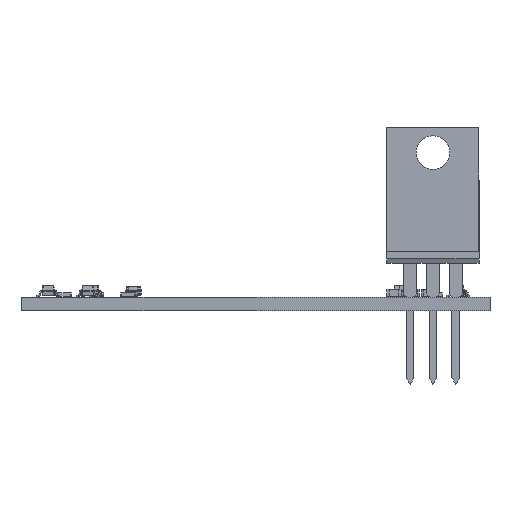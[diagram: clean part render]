
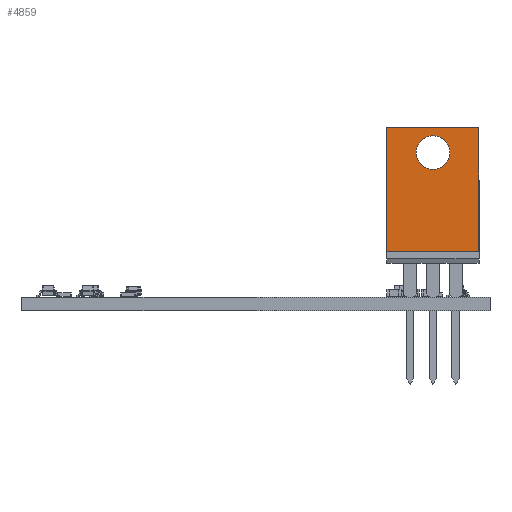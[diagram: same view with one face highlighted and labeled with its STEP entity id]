
A CAD part, front view. The second image highlights one B-rep face of the part: STEP entity #4859.
In plain terms, the highlighted face is planar.
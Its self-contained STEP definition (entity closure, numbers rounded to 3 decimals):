
#4304 = VERTEX_POINT('',#4305);
#4305 = CARTESIAN_POINT('',(-2.575,3.16,18.775));
#4311 = EDGE_CURVE('',#4312,#4304,#4314,.T.);
#4312 = VERTEX_POINT('',#4313);
#4313 = CARTESIAN_POINT('',(-2.575,3.16,5.));
#4314 = LINE('',#4315,#4316);
#4315 = CARTESIAN_POINT('',(-2.575,3.16,5.));
#4316 = VECTOR('',#4317,1.);
#4317 = DIRECTION('',(0.,0.,1.));
#4370 = VERTEX_POINT('',#4371);
#4371 = CARTESIAN_POINT('',(7.655,3.16,5.));
#4377 = EDGE_CURVE('',#4370,#4378,#4380,.T.);
#4378 = VERTEX_POINT('',#4379);
#4379 = CARTESIAN_POINT('',(7.655,3.16,18.775));
#4380 = LINE('',#4381,#4382);
#4381 = CARTESIAN_POINT('',(7.655,3.16,5.));
#4382 = VECTOR('',#4383,1.);
#4383 = DIRECTION('',(0.,0.,1.));
#4402 = EDGE_CURVE('',#4312,#4370,#4403,.T.);
#4403 = LINE('',#4404,#4405);
#4404 = CARTESIAN_POINT('',(-2.575,3.16,5.));
#4405 = VECTOR('',#4406,1.);
#4406 = DIRECTION('',(1.,0.,0.));
#4859 = ADVANCED_FACE('',(#4860,#4871),#4882,.T.);
#4860 = FACE_BOUND('',#4861,.T.);
#4861 = EDGE_LOOP('',(#4862,#4863,#4869,#4870));
#4862 = ORIENTED_EDGE('',*,*,#4311,.T.);
#4863 = ORIENTED_EDGE('',*,*,#4864,.T.);
#4864 = EDGE_CURVE('',#4304,#4378,#4865,.T.);
#4865 = LINE('',#4866,#4867);
#4866 = CARTESIAN_POINT('',(-2.575,3.16,18.775));
#4867 = VECTOR('',#4868,1.);
#4868 = DIRECTION('',(1.,0.,0.));
#4869 = ORIENTED_EDGE('',*,*,#4377,.F.);
#4870 = ORIENTED_EDGE('',*,*,#4402,.F.);
#4871 = FACE_BOUND('',#4872,.T.);
#4872 = EDGE_LOOP('',(#4873));
#4873 = ORIENTED_EDGE('',*,*,#4874,.T.);
#4874 = EDGE_CURVE('',#4875,#4875,#4877,.T.);
#4875 = VERTEX_POINT('',#4876);
#4876 = CARTESIAN_POINT('',(4.408,3.16,16.005));
#4877 = CIRCLE('',#4878,1.868);
#4878 = AXIS2_PLACEMENT_3D('',#4879,#4880,#4881);
#4879 = CARTESIAN_POINT('',(2.54,3.16,16.005));
#4880 = DIRECTION('',(0.,-1.,0.));
#4881 = DIRECTION('',(1.,0.,0.));
#4882 = PLANE('',#4883);
#4883 = AXIS2_PLACEMENT_3D('',#4884,#4885,#4886);
#4884 = CARTESIAN_POINT('',(-2.575,3.16,5.));
#4885 = DIRECTION('',(0.,1.,0.));
#4886 = DIRECTION('',(1.,0.,0.));
